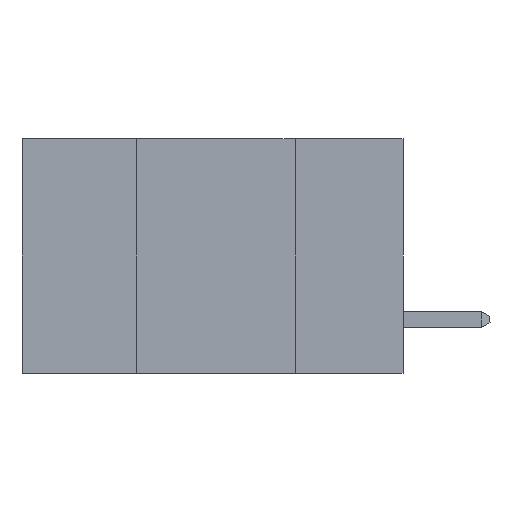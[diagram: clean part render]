
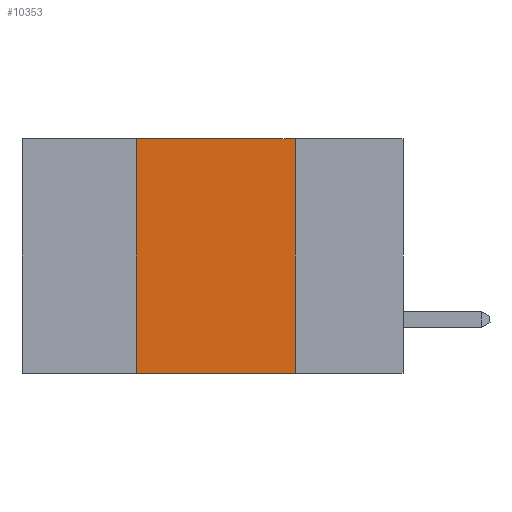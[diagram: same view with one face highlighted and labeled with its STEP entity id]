
A CAD part, left-side view. The second image highlights one B-rep face of the part: STEP entity #10353.
In plain terms, the highlighted planar face has unit normal (-1, 0, 0).
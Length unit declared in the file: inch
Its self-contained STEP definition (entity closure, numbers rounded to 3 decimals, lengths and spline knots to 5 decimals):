
#432 = DIRECTION ( 'NONE',  ( 1., 0., 0. ) ) ;
#534 = DIRECTION ( 'NONE',  ( 0., 0., -1. ) ) ;
#627 = VERTEX_POINT ( 'NONE', #10967 ) ;
#1605 = VECTOR ( 'NONE', #17322, 39.37008 ) ;
#2589 = EDGE_CURVE ( 'NONE', #23334, #627, #21061, .T. ) ;
#3213 = CARTESIAN_POINT ( 'NONE',  ( 0., 0.17, -0.37 ) ) ;
#3263 = LINE ( 'NONE', #11701, #15035 ) ;
#3893 = CARTESIAN_POINT ( 'NONE',  ( 0., 0.42, 0. ) ) ;
#5332 = ORIENTED_EDGE ( 'NONE', *, *, #29844, .F. ) ;
#8191 = EDGE_CURVE ( 'NONE', #23722, #27029, #3263, .T. ) ;
#9008 = CARTESIAN_POINT ( 'NONE',  ( 0., 0.42, 0. ) ) ;
#10353 = ADVANCED_FACE ( 'NONE', ( #21080 ), #14600, .F. ) ;
#10759 = ORIENTED_EDGE ( 'NONE', *, *, #8191, .T. ) ;
#10967 = CARTESIAN_POINT ( 'NONE',  ( 0., 0.17, 0. ) ) ;
#11442 = DIRECTION ( 'NONE',  ( 0., 0., 1. ) ) ;
#11701 = CARTESIAN_POINT ( 'NONE',  ( 0., 0.6, -0.37 ) ) ;
#12188 = CARTESIAN_POINT ( 'NONE',  ( 0., 0.6, 0. ) ) ;
#12598 = LINE ( 'NONE', #28608, #1605 ) ;
#13881 = ORIENTED_EDGE ( 'NONE', *, *, #2589, .F. ) ;
#13949 = DIRECTION ( 'NONE',  ( 0., -1., 0. ) ) ;
#14205 = CARTESIAN_POINT ( 'NONE',  ( 0., 0.6, 0. ) ) ;
#14600 = PLANE ( 'NONE',  #22459 ) ;
#15035 = VECTOR ( 'NONE', #16504, 39.37008 ) ;
#16504 = DIRECTION ( 'NONE',  ( 0., -1., 0. ) ) ;
#17322 = DIRECTION ( 'NONE',  ( 0., 0., -1. ) ) ;
#17356 = EDGE_LOOP ( 'NONE', ( #5332, #13881, #19773, #10759 ) ) ;
#17653 = VECTOR ( 'NONE', #11442, 39.37008 ) ;
#19773 = ORIENTED_EDGE ( 'NONE', *, *, #20874, .F. ) ;
#20874 = EDGE_CURVE ( 'NONE', #23722, #23334, #29666, .T. ) ;
#21061 = LINE ( 'NONE', #14205, #26307 ) ;
#21080 = FACE_OUTER_BOUND ( 'NONE', #17356, .T. ) ;
#22459 = AXIS2_PLACEMENT_3D ( 'NONE', #12188, #432, #534 ) ;
#23334 = VERTEX_POINT ( 'NONE', #3893 ) ;
#23611 = CARTESIAN_POINT ( 'NONE',  ( 0., 0.42, -0.37 ) ) ;
#23722 = VERTEX_POINT ( 'NONE', #23611 ) ;
#26307 = VECTOR ( 'NONE', #13949, 39.37008 ) ;
#27029 = VERTEX_POINT ( 'NONE', #3213 ) ;
#28608 = CARTESIAN_POINT ( 'NONE',  ( 0., 0.17, 0. ) ) ;
#29666 = LINE ( 'NONE', #9008, #17653 ) ;
#29844 = EDGE_CURVE ( 'NONE', #627, #27029, #12598, .T. ) ;
